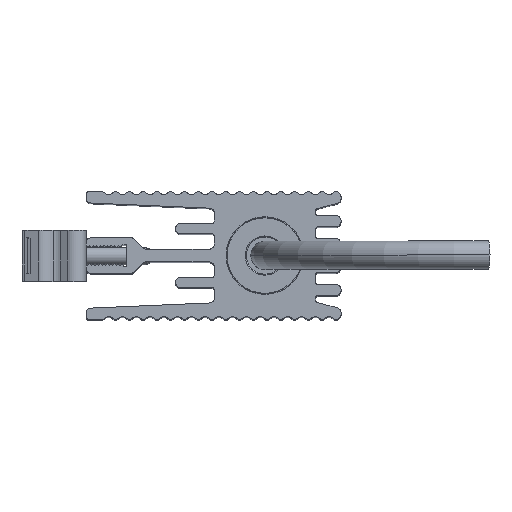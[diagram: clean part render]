
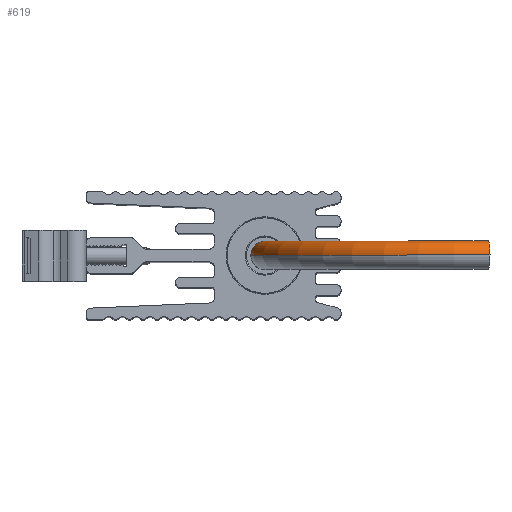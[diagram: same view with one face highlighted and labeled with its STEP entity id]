
A CAD part, top view. The second image highlights one B-rep face of the part: STEP entity #619.
In plain terms, the highlighted toroidal (fillet/blend) face has major radius 39.047 mm and minor radius 2.75 mm.
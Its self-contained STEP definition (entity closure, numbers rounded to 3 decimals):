
#160 = EDGE_LOOP ( 'NONE', ( #368, #369, #370, #371, #372 ) ) ;
#201 = CIRCLE ( 'NONE', #8301, 2.75 ) ;
#368 = ORIENTED_EDGE ( 'NONE', *, *, #808, .T. ) ;
#369 = ORIENTED_EDGE ( 'NONE', *, *, #807, .T. ) ;
#370 = ORIENTED_EDGE ( 'NONE', *, *, #809, .F. ) ;
#371 = ORIENTED_EDGE ( 'NONE', *, *, #810, .F. ) ;
#372 = ORIENTED_EDGE ( 'NONE', *, *, #811, .T. ) ;
#619 = ADVANCED_FACE ( 'NONE', ( #4639 ), #8307, .T. ) ;
#807 = EDGE_CURVE ( 'NONE', #2430, #2435, #7840, .T. ) ;
#808 = EDGE_CURVE ( 'NONE', #2410, #2430, #8396, .T. ) ;
#809 = EDGE_CURVE ( 'NONE', #2434, #2435, #11952, .T. ) ;
#810 = EDGE_CURVE ( 'NONE', #2431, #2434, #8447, .T. ) ;
#811 = EDGE_CURVE ( 'NONE', #2431, #2410, #201, .T. ) ;
#2410 = VERTEX_POINT ( 'NONE', #6922 ) ;
#2430 = VERTEX_POINT ( 'NONE', #6942 ) ;
#2431 = VERTEX_POINT ( 'NONE', #6943 ) ;
#2434 = VERTEX_POINT ( 'NONE', #6946 ) ;
#2435 = VERTEX_POINT ( 'NONE', #6947 ) ;
#4639 = FACE_OUTER_BOUND ( 'NONE', #160, .T. ) ;
#4640 = CARTESIAN_POINT ( 'NONE',  ( 39.047, 27.247, 0. ) ) ;
#4643 = DIRECTION ( 'NONE',  ( 0., 0., -1. ) ) ;
#4644 = DIRECTION ( 'NONE',  ( -1., 0., 0. ) ) ;
#5221 = CARTESIAN_POINT ( 'NONE',  ( 39.047, 27.247, 0. ) ) ;
#5222 = DIRECTION ( 'NONE',  ( 0., 0., -1. ) ) ;
#5223 = DIRECTION ( 'NONE',  ( -1., 0., 0. ) ) ;
#5224 = CARTESIAN_POINT ( 'NONE',  ( 0., 27.247, 0. ) ) ;
#5225 = DIRECTION ( 'NONE',  ( 0., 1., 0. ) ) ;
#5226 = DIRECTION ( 'NONE',  ( 0., 0., 1. ) ) ;
#5227 = CARTESIAN_POINT ( 'NONE',  ( 43.813, 66.002, 0. ) ) ;
#5228 = DIRECTION ( 'NONE',  ( 0.993, -0.122, 0. ) ) ;
#5229 = DIRECTION ( 'NONE',  ( 0., 0., 1. ) ) ;
#5230 = CARTESIAN_POINT ( 'NONE',  ( 39.047, 27.247, 0. ) ) ;
#5231 = DIRECTION ( 'NONE',  ( 0., 0., -1. ) ) ;
#5232 = DIRECTION ( 'NONE',  ( -1., 0., 0. ) ) ;
#5235 = CARTESIAN_POINT ( 'NONE',  ( 0., 27.247, 0. ) ) ;
#5236 = DIRECTION ( 'NONE',  ( 0., 1., 0. ) ) ;
#5237 = DIRECTION ( 'NONE',  ( 0., 0., 1. ) ) ;
#6922 = CARTESIAN_POINT ( 'NONE',  ( 0., 27.247, -2.75 ) ) ;
#6942 = CARTESIAN_POINT ( 'NONE',  ( -2.75, 27.247, 0. ) ) ;
#6943 = CARTESIAN_POINT ( 'NONE',  ( 2.75, 27.247, 0. ) ) ;
#6946 = CARTESIAN_POINT ( 'NONE',  ( 43.477, 63.272, 0. ) ) ;
#6947 = CARTESIAN_POINT ( 'NONE',  ( 44.148, 68.731, 0. ) ) ;
#7792 = AXIS2_PLACEMENT_3D ( 'NONE', #5221, #5222, #5223 ) ;
#7840 = CIRCLE ( 'NONE', #7792, 41.797 ) ;
#8301 = AXIS2_PLACEMENT_3D ( 'NONE', #5235, #5236, #5237 ) ;
#8307 = TOROIDAL_SURFACE ( 'NONE', #8309, 39.047, 2.75 ) ;
#8309 = AXIS2_PLACEMENT_3D ( 'NONE', #4640, #4643, #4644 ) ;
#8396 = CIRCLE ( 'NONE', #11980, 2.75 ) ;
#8447 = CIRCLE ( 'NONE', #10718, 36.297 ) ;
#10718 = AXIS2_PLACEMENT_3D ( 'NONE', #5230, #5231, #5232 ) ;
#11923 = AXIS2_PLACEMENT_3D ( 'NONE', #5227, #5228, #5229 ) ;
#11952 = CIRCLE ( 'NONE', #11923, 2.75 ) ;
#11980 = AXIS2_PLACEMENT_3D ( 'NONE', #5224, #5225, #5226 ) ;
